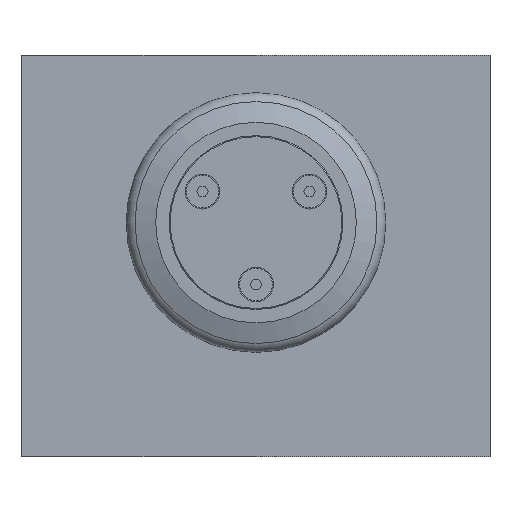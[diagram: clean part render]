
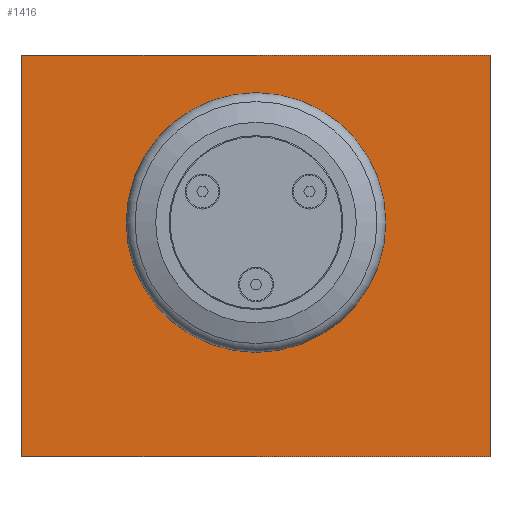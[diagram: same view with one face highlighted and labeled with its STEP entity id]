
A CAD part, front view. The second image highlights one B-rep face of the part: STEP entity #1416.
In plain terms, the highlighted planar face has unit normal (0, -1, 0).
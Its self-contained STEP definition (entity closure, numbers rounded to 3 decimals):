
#47=FACE_BOUND('',#296,.T.);
#109=CIRCLE('',#1573,26.5);
#193=FACE_OUTER_BOUND('',#295,.T.);
#295=EDGE_LOOP('',(#1215,#1216,#1217,#1218));
#296=EDGE_LOOP('',(#1219));
#383=LINE('',#2278,#513);
#388=LINE('',#2292,#518);
#406=LINE('',#2358,#536);
#409=LINE('',#2362,#539);
#513=VECTOR('',#1841,10.);
#518=VECTOR('',#1852,10.);
#536=VECTOR('',#1910,10.);
#539=VECTOR('',#1915,10.);
#653=VERTEX_POINT('',#2275);
#654=VERTEX_POINT('',#2277);
#660=VERTEX_POINT('',#2291);
#688=VERTEX_POINT('',#2357);
#697=VERTEX_POINT('',#2391);
#821=EDGE_CURVE('',#654,#653,#383,.T.);
#828=EDGE_CURVE('',#660,#654,#388,.T.);
#861=EDGE_CURVE('',#660,#688,#406,.T.);
#864=EDGE_CURVE('',#688,#653,#409,.T.);
#878=EDGE_CURVE('',#697,#697,#109,.T.);
#1215=ORIENTED_EDGE('',*,*,#821,.T.);
#1216=ORIENTED_EDGE('',*,*,#864,.F.);
#1217=ORIENTED_EDGE('',*,*,#861,.F.);
#1218=ORIENTED_EDGE('',*,*,#828,.T.);
#1219=ORIENTED_EDGE('',*,*,#878,.T.);
#1342=PLANE('',#1572);
#1416=ADVANCED_FACE('',(#193,#47),#1342,.T.);
#1572=AXIS2_PLACEMENT_3D('',#2390,#1941,#1942);
#1573=AXIS2_PLACEMENT_3D('',#2392,#1943,#1944);
#1841=DIRECTION('',(0.,0.,1.));
#1852=DIRECTION('',(1.,0.,0.));
#1910=DIRECTION('',(0.,0.,1.));
#1915=DIRECTION('',(1.,0.,0.));
#1941=DIRECTION('center_axis',(0.,-1.,0.));
#1942=DIRECTION('ref_axis',(0.,0.,-1.));
#1943=DIRECTION('center_axis',(0.,1.,0.));
#1944=DIRECTION('ref_axis',(-1.,0.,0.));
#2275=CARTESIAN_POINT('',(140.,0.,120.));
#2277=CARTESIAN_POINT('',(140.,0.,0.));
#2278=CARTESIAN_POINT('',(140.,0.,0.));
#2291=CARTESIAN_POINT('',(0.,0.,0.));
#2292=CARTESIAN_POINT('',(0.,0.,0.));
#2357=CARTESIAN_POINT('',(0.,0.,120.));
#2358=CARTESIAN_POINT('',(0.,0.,0.));
#2362=CARTESIAN_POINT('',(0.,0.,120.));
#2390=CARTESIAN_POINT('Origin',(0.,0.,0.));
#2391=CARTESIAN_POINT('',(96.5,0.,70.));
#2392=CARTESIAN_POINT('Origin',(70.,0.,70.));
